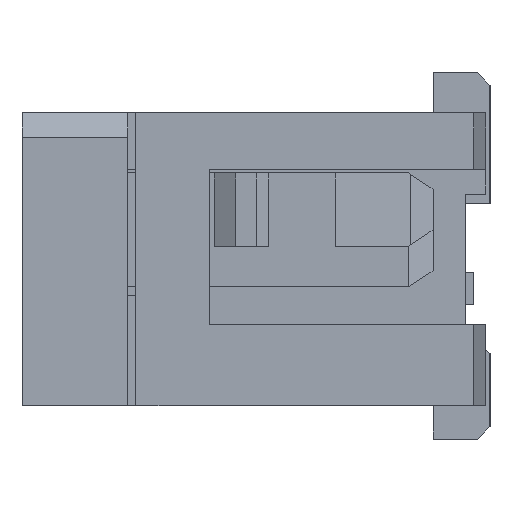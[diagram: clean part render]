
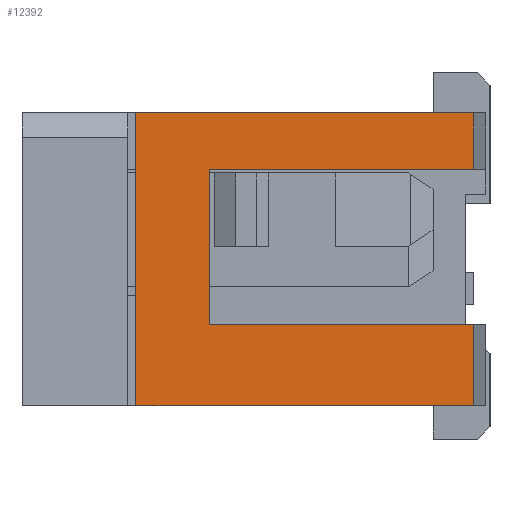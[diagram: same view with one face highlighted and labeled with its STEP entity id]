
A CAD part, left-side view. The second image highlights one B-rep face of the part: STEP entity #12392.
In plain terms, the highlighted planar face has unit normal (-1, 0, 0).
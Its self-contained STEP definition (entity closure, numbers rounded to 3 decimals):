
#1=DIRECTION('',(0.,0.,-1.));
#2=VECTOR('',#1,3.6);
#3=CARTESIAN_POINT('',(-6.425,4.3,1.8));
#4=LINE('',#3,#2);
#5=DIRECTION('',(0.,-1.,0.));
#6=VECTOR('',#5,4.15);
#7=CARTESIAN_POINT('',(-6.425,4.3,1.8));
#8=LINE('',#7,#6);
#9=DIRECTION('',(0.,0.,-1.));
#10=VECTOR('',#9,0.7);
#11=CARTESIAN_POINT('',(-6.425,0.15,1.8));
#12=LINE('',#11,#10);
#13=DIRECTION('',(0.,1.,0.));
#14=VECTOR('',#13,3.25);
#15=CARTESIAN_POINT('',(-6.425,0.15,1.1));
#16=LINE('',#15,#14);
#17=DIRECTION('',(0.,0.,-1.));
#18=VECTOR('',#17,1.9);
#19=CARTESIAN_POINT('',(-6.425,3.4,1.1));
#20=LINE('',#19,#18);
#21=DIRECTION('',(0.,0.,-1.));
#22=VECTOR('',#21,1.);
#23=CARTESIAN_POINT('',(-6.425,0.15,-0.8));
#24=LINE('',#23,#22);
#25=DIRECTION('',(0.,1.,0.));
#26=VECTOR('',#25,4.15);
#27=CARTESIAN_POINT('',(-6.425,0.15,-1.8));
#28=LINE('',#27,#26);
#5848=DIRECTION('',(0.,1.,0.));
#5849=VECTOR('',#5848,3.25);
#5850=CARTESIAN_POINT('',(-6.425,0.15,-0.8));
#5851=LINE('',#5850,#5849);
#9329=CARTESIAN_POINT('',(-6.425,4.3,1.8));
#9330=CARTESIAN_POINT('',(-6.425,4.3,-1.8));
#9331=VERTEX_POINT('',#9329);
#9332=VERTEX_POINT('',#9330);
#9341=CARTESIAN_POINT('',(-6.425,0.15,1.8));
#9342=VERTEX_POINT('',#9341);
#9357=CARTESIAN_POINT('',(-6.425,0.15,-1.8));
#9358=VERTEX_POINT('',#9357);
#9483=CARTESIAN_POINT('',(-6.425,0.15,1.1));
#9484=VERTEX_POINT('',#9483);
#9485=CARTESIAN_POINT('',(-6.425,0.15,-0.8));
#9486=VERTEX_POINT('',#9485);
#9639=CARTESIAN_POINT('',(-6.425,3.4,1.1));
#9640=CARTESIAN_POINT('',(-6.425,3.4,-0.8));
#9641=VERTEX_POINT('',#9639);
#9642=VERTEX_POINT('',#9640);
#12369=CARTESIAN_POINT('',(-6.425,0.,0.));
#12370=DIRECTION('',(1.,0.,0.));
#12371=DIRECTION('',(0.,-1.,0.));
#12372=AXIS2_PLACEMENT_3D('',#12369,#12370,#12371);
#12373=PLANE('',#12372);
#12375=ORIENTED_EDGE('',*,*,#12374,.F.);
#12377=ORIENTED_EDGE('',*,*,#12376,.T.);
#12379=ORIENTED_EDGE('',*,*,#12378,.T.);
#12381=ORIENTED_EDGE('',*,*,#12380,.T.);
#12383=ORIENTED_EDGE('',*,*,#12382,.T.);
#12385=ORIENTED_EDGE('',*,*,#12384,.F.);
#12387=ORIENTED_EDGE('',*,*,#12386,.T.);
#12389=ORIENTED_EDGE('',*,*,#12388,.T.);
#12390=EDGE_LOOP('',(#12375,#12377,#12379,#12381,#12383,#12385,#12387,#12389));
#12391=FACE_OUTER_BOUND('',#12390,.F.);
#12392=ADVANCED_FACE('',(#12391),#12373,.F.);
#12374=EDGE_CURVE('',#9331,#9332,#4,.T.);
#12376=EDGE_CURVE('',#9331,#9342,#8,.T.);
#12378=EDGE_CURVE('',#9342,#9484,#12,.T.);
#12380=EDGE_CURVE('',#9484,#9641,#16,.T.);
#12382=EDGE_CURVE('',#9641,#9642,#20,.T.);
#12384=EDGE_CURVE('',#9486,#9642,#5851,.T.);
#12386=EDGE_CURVE('',#9486,#9358,#24,.T.);
#12388=EDGE_CURVE('',#9358,#9332,#28,.T.);
